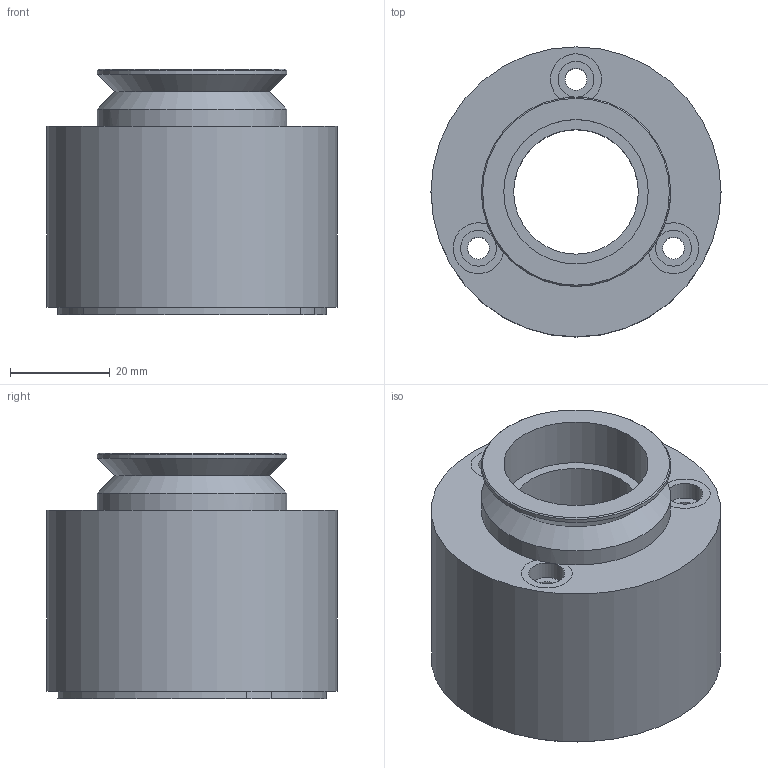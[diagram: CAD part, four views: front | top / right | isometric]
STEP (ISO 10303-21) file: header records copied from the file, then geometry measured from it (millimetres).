
FILE_DESCRIPTION(('FreeCAD Model'),'2;1');
FILE_NAME('Open CASCADE Shape Model','2021-09-02T21:09:44',('Author'),( ''),'Open CASCADE STEP processor 7.4','FreeCAD','Unknown');
FILE_SCHEMA(('AUTOMOTIVE_DESIGN { 1 0 10303 214 1 1 1 1 }'));
Length unit declared in the file: millimetre
Products named in the file (1): complete_no_branding
Bounding box: 58.2 x 58.2 x 49.3 mm (x, y, z)
Volume: 38726.4 mm3; surface area: 29235.7 mm2
Topology: 1 solids, 1 shells, 78 faces, 179 edges, 106 vertices
Faces by surface type: plane 41, cylinder 34, cone 3
Full cylindrical faces by diameter (mm): 4.4 x3, 7.2 x3, 25 x1, 29 x1, 38 x2, 58.2 x1
Entity records: 4960 total; most frequent: CARTESIAN_POINT 786, DIRECTION 740, ORIENTED_EDGE 358, PCURVE 358, DEFINITIONAL_REPRESENTATION 358, CIRCLE 241, LINE 232, VECTOR 232
